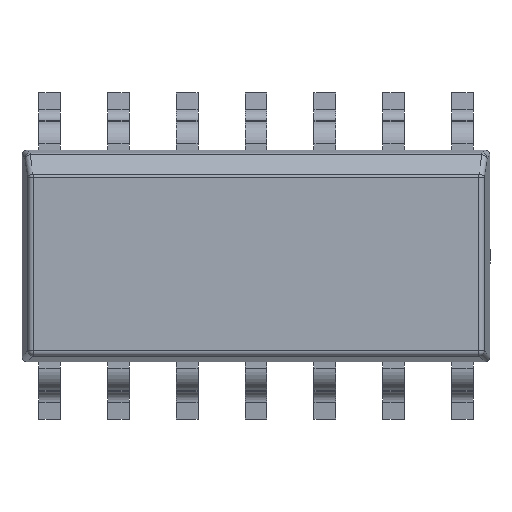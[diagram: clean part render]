
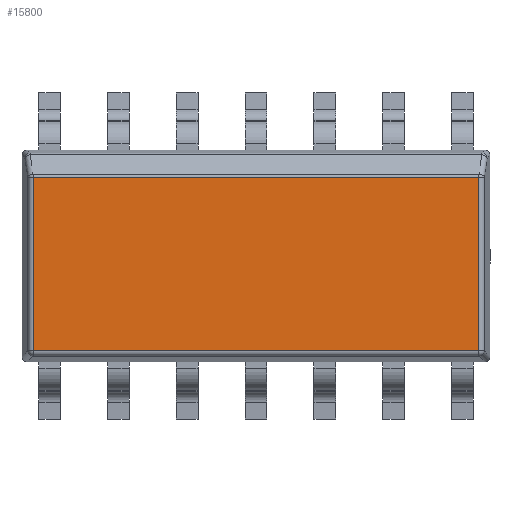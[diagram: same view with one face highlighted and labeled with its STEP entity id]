
A CAD part, front view. The second image highlights one B-rep face of the part: STEP entity #15800.
In plain terms, the highlighted face is planar.
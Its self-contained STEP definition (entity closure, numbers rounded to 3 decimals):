
#1225=LINE('',#24921,#2913);
#1227=LINE('',#24930,#2915);
#1695=LINE('',#26070,#3383);
#1696=LINE('',#26071,#3384);
#2913=VECTOR('',#20377,1000.);
#2915=VECTOR('',#20385,1000.);
#3383=VECTOR('',#21407,1000.);
#3384=VECTOR('',#21408,1000.);
#6845=ORIENTED_EDGE('',*,*,#9936,.T.);
#6846=ORIENTED_EDGE('',*,*,#9378,.T.);
#6847=ORIENTED_EDGE('',*,*,#9937,.T.);
#6848=ORIENTED_EDGE('',*,*,#9374,.T.);
#9374=EDGE_CURVE('',#11257,#11255,#1225,.F.);
#9378=EDGE_CURVE('',#11261,#11259,#1227,.T.);
#9936=EDGE_CURVE('',#11255,#11261,#1695,.T.);
#9937=EDGE_CURVE('',#11259,#11257,#1696,.F.);
#11255=VERTEX_POINT('',#24919);
#11257=VERTEX_POINT('',#24922);
#11259=VERTEX_POINT('',#24928);
#11261=VERTEX_POINT('',#24931);
#13265=EDGE_LOOP('',(#6845,#6846,#6847,#6848));
#14325=FACE_BOUND('',#13265,.T.);
#14971=PLANE('',#17583);
#15800=ADVANCED_FACE('',(#14325),#14971,.T.);
#17583=AXIS2_PLACEMENT_3D('',#26069,#21405,#21406);
#20377=DIRECTION('',(1.,0.,0.));
#20385=DIRECTION('',(1.,0.,0.));
#21405=DIRECTION('',(0.,0.,1.));
#21406=DIRECTION('',(0.,-1.,0.));
#21407=DIRECTION('',(0.,-1.,0.));
#21408=DIRECTION('',(0.,-1.,0.));
#24919=CARTESIAN_POINT('',(-4.115,3.705,0.735));
#24921=CARTESIAN_POINT('',(-4.199,3.705,0.735));
#24922=CARTESIAN_POINT('',(4.115,3.705,0.735));
#24928=CARTESIAN_POINT('',(4.115,0.507,0.735));
#24930=CARTESIAN_POINT('',(4.199,0.507,0.735));
#24931=CARTESIAN_POINT('',(-4.115,0.507,0.735));
#26069=CARTESIAN_POINT('',(4.199,8.713,0.735));
#26070=CARTESIAN_POINT('',(-4.115,8.713,0.735));
#26071=CARTESIAN_POINT('',(4.115,8.713,0.735));
